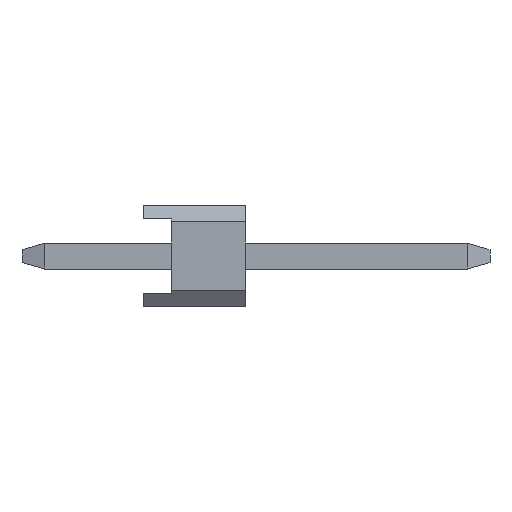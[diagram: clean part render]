
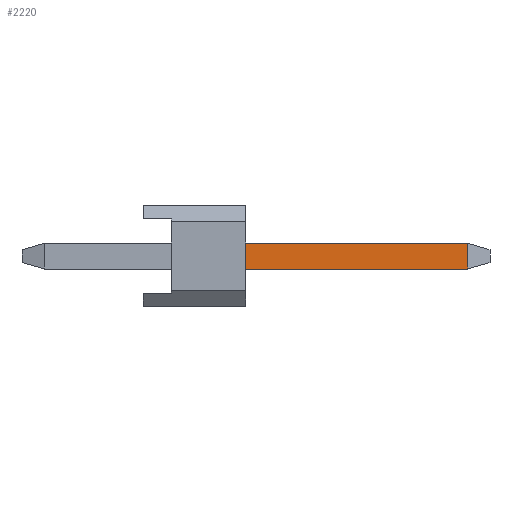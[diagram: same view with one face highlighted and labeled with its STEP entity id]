
A CAD part, left-side view. The second image highlights one B-rep face of the part: STEP entity #2220.
In plain terms, the highlighted planar face has unit normal (-1, 0, 0).
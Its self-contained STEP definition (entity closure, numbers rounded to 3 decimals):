
#1192=VERTEX_POINT('',#3351);
#1354=VERTEX_POINT('',#3528);
#1412=EDGE_CURVE('',#1714,#1354,#3592,.T.);
#1532=EDGE_CURVE('',#1192,#1714,#3726,.T.);
#1714=VERTEX_POINT('',#3923);
#1718=EDGE_CURVE('',#1354,#2190,#3928,.T.);
#2190=VERTEX_POINT('',#4444);
#2220=ADVANCED_FACE('',(#4478),#4479,.T.);
#2812=EDGE_CURVE('',#2190,#1192,#5134,.T.);
#3351=CARTESIAN_POINT('',(-7.94,-2.54,0.32));
#3528=CARTESIAN_POINT('',(-7.94,-8.054,-0.32));
#3592=LINE('',#6130,#6131);
#3726=LINE('',#6316,#6317);
#3923=CARTESIAN_POINT('',(-7.94,-8.054,0.32));
#3928=LINE('',#6608,#6609);
#4444=CARTESIAN_POINT('',(-7.94,-2.54,-0.32));
#4478=FACE_OUTER_BOUND('',#7417,.T.);
#4479=PLANE('',#7418);
#5134=LINE('',#8344,#8345);
#6130=CARTESIAN_POINT('',(-7.94,-8.054,0.5));
#6131=VECTOR('',#9333,1.0);
#6316=CARTESIAN_POINT('',(-7.94,-2.8,0.32));
#6317=VECTOR('',#9477,1.0);
#6608=CARTESIAN_POINT('',(-7.94,2.454,-0.32));
#6609=VECTOR('',#9656,1.0);
#7417=EDGE_LOOP('',(#10209,#10210,#10211,#10212));
#7418=AXIS2_PLACEMENT_3D('',#10213,#10214,#10215);
#8344=CARTESIAN_POINT('',(-7.94,-2.54,0.252));
#8345=VECTOR('',#10867,1.0);
#9333=DIRECTION('',(0.0,0.,-1.0));
#9477=DIRECTION('',(0.,-1.0,0.));
#9656=DIRECTION('',(0.,1.0,0.));
#10209=ORIENTED_EDGE('',*,*,#2812,.F.);
#10210=ORIENTED_EDGE('',*,*,#1718,.F.);
#10211=ORIENTED_EDGE('',*,*,#1412,.F.);
#10212=ORIENTED_EDGE('',*,*,#1532,.F.);
#10213=CARTESIAN_POINT('',(-7.94,2.454,0.5));
#10214=DIRECTION('',(-1.0,0.,0.));
#10215=DIRECTION('',(0.,1.0,0.));
#10867=DIRECTION('',(0.,0.,1.0));
